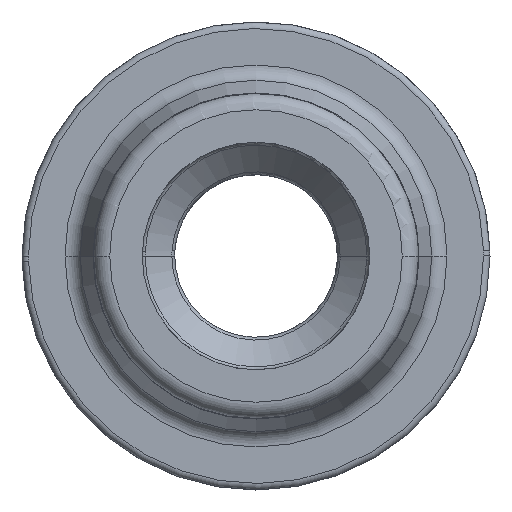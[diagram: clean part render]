
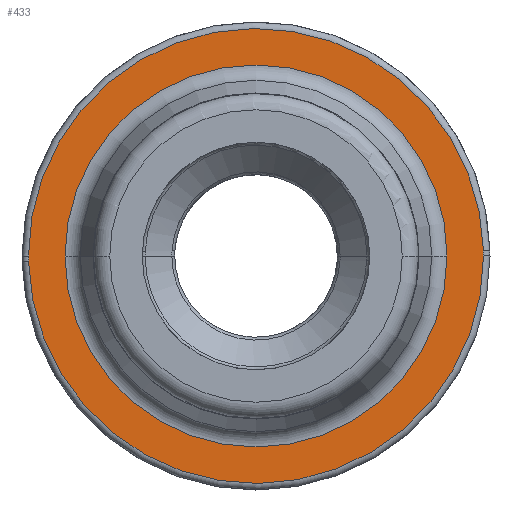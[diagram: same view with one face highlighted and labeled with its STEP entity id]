
A CAD part, front view. The second image highlights one B-rep face of the part: STEP entity #433.
In plain terms, the highlighted planar face has unit normal (0, -1, 0).
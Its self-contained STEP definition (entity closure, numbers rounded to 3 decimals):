
#257=CARTESIAN_POINT('Vertex',(6.998,-11.2,0.157)) ;
#264=CARTESIAN_POINT('Vertex',(-7.,-11.2,0.)) ;
#267=CARTESIAN_POINT('Axis2P3D Location',(0.,-11.2,0.)) ;
#284=CARTESIAN_POINT('Axis2P3D Location',(0.,-11.2,0.)) ;
#288=CARTESIAN_POINT('Vertex',(7.,-11.2,0.)) ;
#372=CARTESIAN_POINT('Vertex',(-6.998,-11.2,-0.157)) ;
#375=CARTESIAN_POINT('Axis2P3D Location',(0.,-11.2,0.)) ;
#392=CARTESIAN_POINT('Axis2P3D Location',(0.,-11.2,0.)) ;
#404=CARTESIAN_POINT('Axis2P3D Location',(0.,-11.2,0.)) ;
#415=CARTESIAN_POINT('Axis2P3D Location',(0.,-11.2,0.)) ;
#419=CARTESIAN_POINT('Vertex',(5.877,-11.2,0.)) ;
#421=CARTESIAN_POINT('Vertex',(-5.877,-11.2,0.)) ;
#424=CARTESIAN_POINT('Axis2P3D Location',(0.,-11.2,0.)) ;
#268=DIRECTION('Axis2P3D Direction',(0.,1.,0.)) ;
#285=DIRECTION('Axis2P3D Direction',(0.,1.,0.)) ;
#376=DIRECTION('Axis2P3D Direction',(-0.,1.,0.)) ;
#393=DIRECTION('Axis2P3D Direction',(-0.,1.,0.)) ;
#405=DIRECTION('Axis2P3D Direction',(-0.,1.,0.)) ;
#406=DIRECTION('Axis2P3D XDirection',(1.,0.,0.)) ;
#416=DIRECTION('Axis2P3D Direction',(-0.,1.,0.)) ;
#425=DIRECTION('Axis2P3D Direction',(-0.,1.,0.)) ;
#269=AXIS2_PLACEMENT_3D('Circle Axis2P3D',#267,#268,$) ;
#286=AXIS2_PLACEMENT_3D('Circle Axis2P3D',#284,#285,$) ;
#377=AXIS2_PLACEMENT_3D('Circle Axis2P3D',#375,#376,$) ;
#394=AXIS2_PLACEMENT_3D('Circle Axis2P3D',#392,#393,$) ;
#407=AXIS2_PLACEMENT_3D('Plane Axis2P3D',#404,#405,#406) ;
#417=AXIS2_PLACEMENT_3D('Circle Axis2P3D',#415,#416,$) ;
#426=AXIS2_PLACEMENT_3D('Circle Axis2P3D',#424,#425,$) ;
#410=ORIENTED_EDGE('',*,*,#290,.F.) ;
#411=ORIENTED_EDGE('',*,*,#271,.F.) ;
#412=ORIENTED_EDGE('',*,*,#396,.F.) ;
#413=ORIENTED_EDGE('',*,*,#379,.F.) ;
#430=ORIENTED_EDGE('',*,*,#423,.T.) ;
#431=ORIENTED_EDGE('',*,*,#428,.T.) ;
#432=FACE_BOUND('',#429,.T.) ;
#433=ADVANCED_FACE('MANIFOLD_SOLID_BREP #1581',(#414,#432),#408,.F.) ;
#270=CIRCLE('generated circle',#269,7.) ;
#287=CIRCLE('generated circle',#286,7.) ;
#378=CIRCLE('generated circle',#377,7.) ;
#395=CIRCLE('generated circle',#394,7.) ;
#418=CIRCLE('generated circle',#417,5.877) ;
#427=CIRCLE('generated circle',#426,5.877) ;
#271=EDGE_CURVE('',#265,#258,#270,.T.) ;
#290=EDGE_CURVE('',#258,#289,#287,.T.) ;
#379=EDGE_CURVE('',#289,#373,#378,.T.) ;
#396=EDGE_CURVE('',#373,#265,#395,.T.) ;
#423=EDGE_CURVE('',#420,#422,#418,.T.) ;
#428=EDGE_CURVE('',#422,#420,#427,.T.) ;
#409=EDGE_LOOP('',(#410,#411,#412,#413)) ;
#429=EDGE_LOOP('',(#430,#431)) ;
#414=FACE_OUTER_BOUND('',#409,.T.) ;
#408=PLANE('',#407) ;
#258=VERTEX_POINT('',#257) ;
#265=VERTEX_POINT('',#264) ;
#289=VERTEX_POINT('',#288) ;
#373=VERTEX_POINT('',#372) ;
#420=VERTEX_POINT('',#419) ;
#422=VERTEX_POINT('',#421) ;
